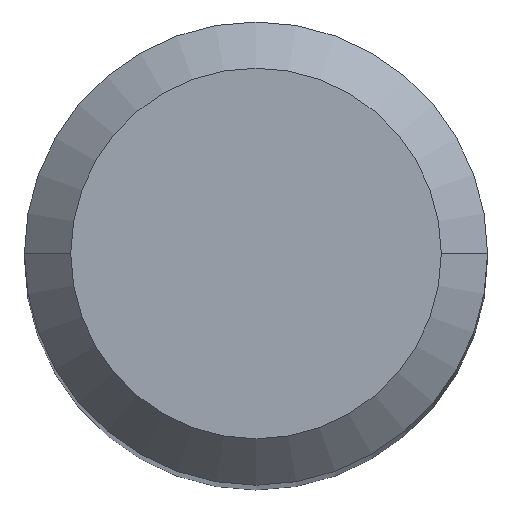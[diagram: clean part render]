
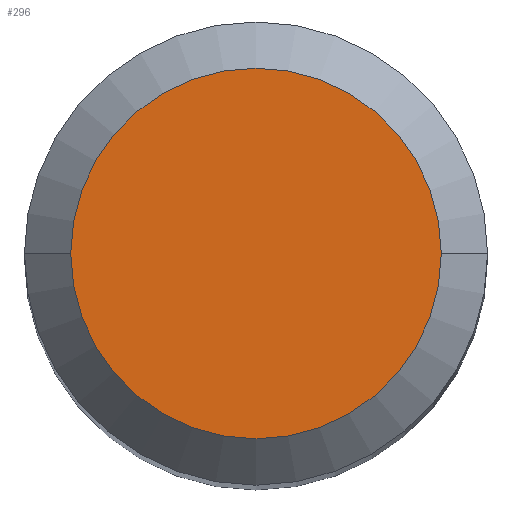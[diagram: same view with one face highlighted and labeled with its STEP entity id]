
A CAD part, top view. The second image highlights one B-rep face of the part: STEP entity #296.
In plain terms, the highlighted planar face has unit normal (0, 0, 1).
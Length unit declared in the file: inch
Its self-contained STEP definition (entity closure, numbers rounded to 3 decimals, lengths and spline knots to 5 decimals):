
#3 = VERTEX_POINT ( 'NONE', #260 ) ;
#15 = CIRCLE ( 'NONE', #211, 0.09448 ) ;
#20 = CARTESIAN_POINT ( 'NONE',  ( 0.09448, 0., 0. ) ) ;
#61 = DIRECTION ( 'NONE',  ( 1., 0., 0. ) ) ;
#93 = CARTESIAN_POINT ( 'NONE',  ( 0., 0., 0. ) ) ;
#135 = AXIS2_PLACEMENT_3D ( 'NONE', #320, #358, #203 ) ;
#137 = CARTESIAN_POINT ( 'NONE',  ( 0., 0., 0. ) ) ;
#166 = PLANE ( 'NONE',  #135 ) ;
#203 = DIRECTION ( 'NONE',  ( -1., 0., 0. ) ) ;
#211 = AXIS2_PLACEMENT_3D ( 'NONE', #93, #357, #61 ) ;
#226 = ORIENTED_EDGE ( 'NONE', *, *, #235, .T. ) ;
#235 = EDGE_CURVE ( 'NONE', #248, #3, #15, .T. ) ;
#248 = VERTEX_POINT ( 'NONE', #20 ) ;
#249 = DIRECTION ( 'NONE',  ( 0., 0., 1. ) ) ;
#260 = CARTESIAN_POINT ( 'NONE',  ( -0.09448, 0., 0. ) ) ;
#296 = ADVANCED_FACE ( 'NONE', ( #443 ), #166, .F. ) ;
#313 = EDGE_CURVE ( 'NONE', #3, #248, #395, .T. ) ;
#320 = CARTESIAN_POINT ( 'NONE',  ( 0., 0., 0. ) ) ;
#353 = DIRECTION ( 'NONE',  ( 1., 0., 0. ) ) ;
#357 = DIRECTION ( 'NONE',  ( 0., 0., 1. ) ) ;
#358 = DIRECTION ( 'NONE',  ( 0., 0., -1. ) ) ;
#395 = CIRCLE ( 'NONE', #413, 0.09448 ) ;
#413 = AXIS2_PLACEMENT_3D ( 'NONE', #137, #249, #353 ) ;
#435 = ORIENTED_EDGE ( 'NONE', *, *, #313, .T. ) ;
#443 = FACE_OUTER_BOUND ( 'NONE', #472, .T. ) ;
#472 = EDGE_LOOP ( 'NONE', ( #435, #226 ) ) ;
